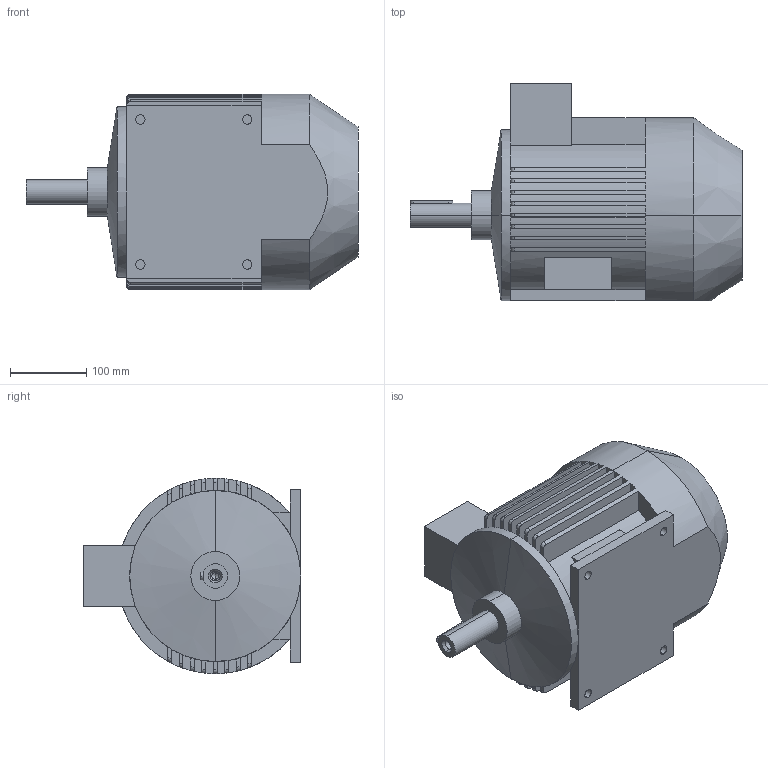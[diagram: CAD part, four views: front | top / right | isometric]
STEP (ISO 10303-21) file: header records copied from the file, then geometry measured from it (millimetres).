
FILE_DESCRIPTION (( 'STEP AP203' ), '1' );
FILE_NAME ('Ýëåêòðîäâèãàòåëü ÀÈÐ112Ì2,4,6,8.STEP', '2012-10-02T06:45:39', ( 'Áîðèñ' ), ( '' ), 'SwSTEP 2.0', 'SolidWorks 2010', '' );
FILE_SCHEMA (( 'CONFIG_CONTROL_DESIGN' ));
Length unit declared in the file: millimetre
Products named in the file (1): Ýëåêòðîäâèãàòåëü ÀÈÐ112Ì2,4,6,8
Bounding box: 435 x 285 x 256 mm (x, y, z)
Volume: 13560069.6 mm3; surface area: 598955.5 mm2
Topology: 1 solids, 1 shells, 211 faces, 549 edges, 340 vertices
Faces by surface type: plane 138, cylinder 49, torus 14, cone 10
Entity records: 7055 total; most frequent: CARTESIAN_POINT 1718, DIRECTION 1138, ORIENTED_EDGE 1094, EDGE_CURVE 547, AXIS2_PLACEMENT_3D 412, VERTEX_POINT 340, LINE 314, VECTOR 314
